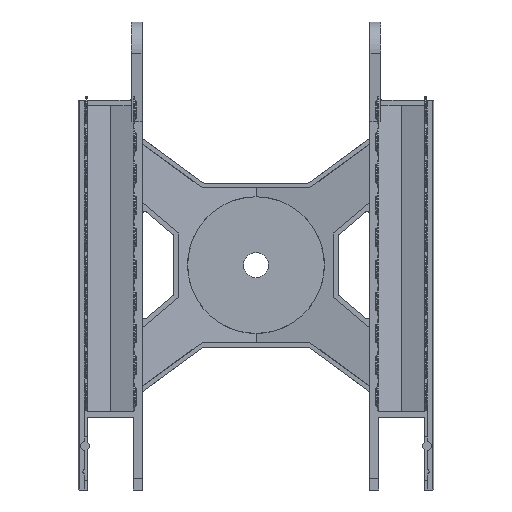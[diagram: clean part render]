
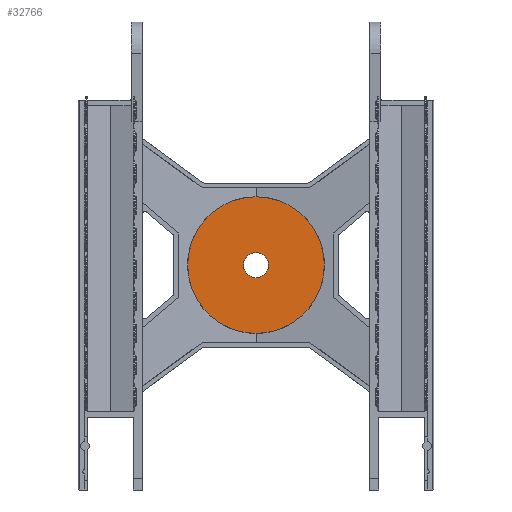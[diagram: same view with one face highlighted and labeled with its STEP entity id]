
A CAD part, front view. The second image highlights one B-rep face of the part: STEP entity #32766.
In plain terms, the highlighted planar face has unit normal (0, -1, 0).
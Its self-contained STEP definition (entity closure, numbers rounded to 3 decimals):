
#814 = AXIS2_PLACEMENT_3D ( 'NONE', #25667, #22979, #9611 ) ;
#2350 = DIRECTION ( 'NONE',  ( 0., 0., 1. ) ) ;
#4894 = EDGE_CURVE ( 'NONE', #18065, #12538, #30811, .T. ) ;
#5507 = DIRECTION ( 'NONE',  ( 0., 0., 1. ) ) ;
#7045 = DIRECTION ( 'NONE',  ( 0., 1., 0. ) ) ;
#7340 = EDGE_CURVE ( 'NONE', #12538, #18065, #14881, .T. ) ;
#8134 = CIRCLE ( 'NONE', #15082, 750. ) ;
#9176 = FACE_BOUND ( 'NONE', #29106, .T. ) ;
#9611 = DIRECTION ( 'NONE',  ( 0., 0., 1. ) ) ;
#10711 = ORIENTED_EDGE ( 'NONE', *, *, #23955, .F. ) ;
#10916 = ORIENTED_EDGE ( 'NONE', *, *, #7340, .T. ) ;
#12538 = VERTEX_POINT ( 'NONE', #25215 ) ;
#13320 = CARTESIAN_POINT ( 'NONE',  ( 0., 780., 137.5 ) ) ;
#13532 = CIRCLE ( 'NONE', #814, 750. ) ;
#14881 = CIRCLE ( 'NONE', #32152, 137.5 ) ;
#15082 = AXIS2_PLACEMENT_3D ( 'NONE', #21767, #30197, #5507 ) ;
#15513 = DIRECTION ( 'NONE',  ( 0., 1., 0. ) ) ;
#16094 = CARTESIAN_POINT ( 'NONE',  ( 0., 780., 0. ) ) ;
#16621 = VERTEX_POINT ( 'NONE', #28568 ) ;
#18065 = VERTEX_POINT ( 'NONE', #13320 ) ;
#19843 = EDGE_CURVE ( 'NONE', #16621, #32176, #13532, .T. ) ;
#21131 = CARTESIAN_POINT ( 'NONE',  ( 0., 780., 0. ) ) ;
#21767 = CARTESIAN_POINT ( 'NONE',  ( 0., 780., 0. ) ) ;
#22979 = DIRECTION ( 'NONE',  ( 0., 1., 0. ) ) ;
#23432 = PLANE ( 'NONE',  #32573 ) ;
#23955 = EDGE_CURVE ( 'NONE', #32176, #16621, #8134, .T. ) ;
#24659 = EDGE_LOOP ( 'NONE', ( #10711, #31773 ) ) ;
#25215 = CARTESIAN_POINT ( 'NONE',  ( 0., 780., -137.5 ) ) ;
#25667 = CARTESIAN_POINT ( 'NONE',  ( 0., 780., 0. ) ) ;
#27079 = DIRECTION ( 'NONE',  ( 0., 1., 0. ) ) ;
#27319 = CARTESIAN_POINT ( 'NONE',  ( 0., 780., -750. ) ) ;
#28568 = CARTESIAN_POINT ( 'NONE',  ( 0., 780., 750. ) ) ;
#28867 = DIRECTION ( 'NONE',  ( 0., 0., 1. ) ) ;
#29106 = EDGE_LOOP ( 'NONE', ( #32076, #10916 ) ) ;
#30197 = DIRECTION ( 'NONE',  ( 0., 1., 0. ) ) ;
#30811 = CIRCLE ( 'NONE', #33697, 137.5 ) ;
#31147 = CARTESIAN_POINT ( 'NONE',  ( 0., 780., 0. ) ) ;
#31773 = ORIENTED_EDGE ( 'NONE', *, *, #19843, .F. ) ;
#32076 = ORIENTED_EDGE ( 'NONE', *, *, #4894, .T. ) ;
#32152 = AXIS2_PLACEMENT_3D ( 'NONE', #21131, #7045, #28867 ) ;
#32176 = VERTEX_POINT ( 'NONE', #27319 ) ;
#32573 = AXIS2_PLACEMENT_3D ( 'NONE', #31147, #15513, #33861 ) ;
#32766 = ADVANCED_FACE ( 'NONE', ( #34586, #9176 ), #23432, .F. ) ;
#33697 = AXIS2_PLACEMENT_3D ( 'NONE', #16094, #27079, #2350 ) ;
#33861 = DIRECTION ( 'NONE',  ( 0., 0., 1. ) ) ;
#34586 = FACE_OUTER_BOUND ( 'NONE', #24659, .T. ) ;
